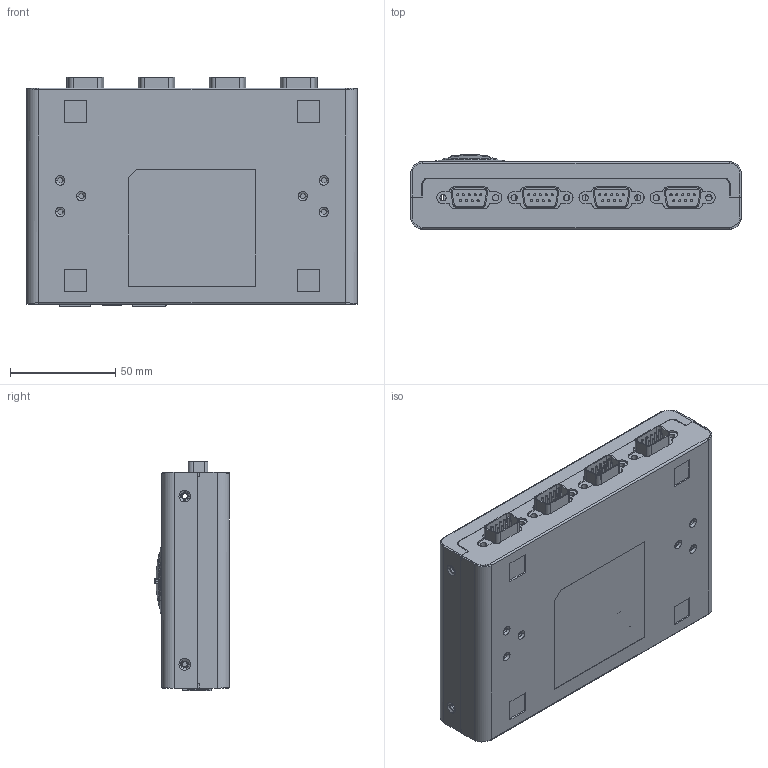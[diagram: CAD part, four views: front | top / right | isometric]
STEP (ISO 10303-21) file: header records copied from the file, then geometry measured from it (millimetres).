
FILE_DESCRIPTION((''),'2;1');
FILE_NAME('NPORT_5410_ASM','2010-08-30T',('Vincent_Huang'),(''),'PRO/ENGINEER BY PARAMETRIC TECHNOLOGY CORPORATION, 2004320','PRO/ENGINEER BY PARAMETRIC TECHNOLOGY CORPORATION, 2004320','');
FILE_SCHEMA(('CONFIG_CONTROL_DESIGN'));
Length unit declared in the file: millimetre
Products named in the file (16): NPORT_5410-BOTTOM; NPORT_5400-COVER; PCB; SWITCH; 1126003090000_DB9_MALE_90D; 1111000002200_TERMINAL_M_3P; 1126005080600_RJ45_8P8C; 1126001210000_HR_DIP180M_2X10; 1126001208000_HR_DIP180M_2X8; 1126001202000_HR_DIP180M_2X2; 1126007000000_PJACK_5-5MM_90; 1109000040700_PHBN-644N; NPORT_5450_PCB_ASM; PANEL; IMPORTED; NPORT_5410_ASM
Assembly tree (22 placements, depth 3):
  NPORT_5410_ASM
    NPORT_5410-BOTTOM
    NPORT_5400-COVER
    NPORT_5450_PCB_ASM
      PCB
      SWITCH  x4
      1126003090000_DB9_MALE_90D  x4
      1111000002200_TERMINAL_M_3P
      1126005080600_RJ45_8P8C
      1126001210000_HR_DIP180M_2X10
      1126001208000_HR_DIP180M_2X8
      1126001202000_HR_DIP180M_2X2  x2
      1126007000000_PJACK_5-5MM_90
      1109000040700_PHBN-644N
    PANEL
    IMPORTED
Bounding box: 157.26 x 35.5 x 109.04 mm (x, y, z)
Volume: 101682.1 mm3; surface area: 171818.6 mm2
Topology: 49 solids, 49 shells, 2465 faces, 5921 edges, 3808 vertices
Faces by surface type: plane 1412, cylinder 881, torus 82, bspline 49, sphere 21, cone 20
Entity records: 53680 total; most frequent: CARTESIAN_POINT 11048, DIRECTION 9150, ORIENTED_EDGE 8446, EDGE_CURVE 4223, AXIS2_PLACEMENT_3D 3272, VERTEX_POINT 2684, VECTOR 2606, LINE 2606
